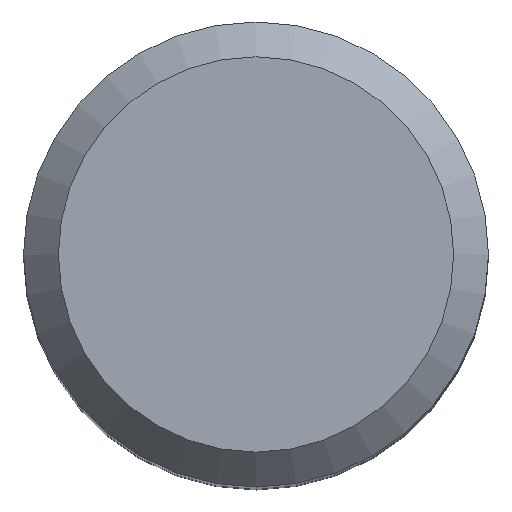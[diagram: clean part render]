
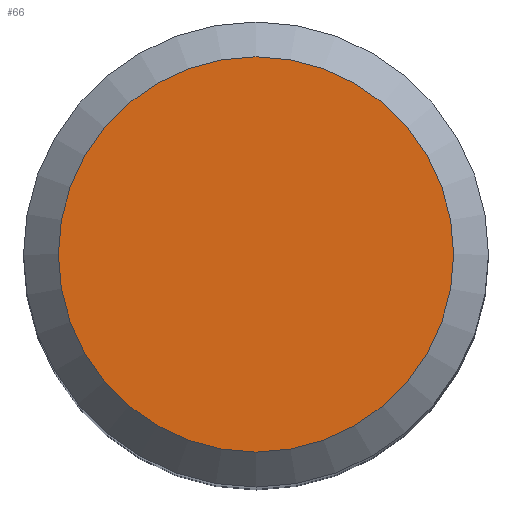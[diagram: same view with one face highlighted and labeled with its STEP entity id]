
A CAD part, top view. The second image highlights one B-rep face of the part: STEP entity #66.
In plain terms, the highlighted planar face has unit normal (0, 0, 1).
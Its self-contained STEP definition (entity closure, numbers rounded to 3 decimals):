
#66=ADVANCED_FACE('',(#82),#76,.T.);
#76=PLANE('',#172);
#82=FACE_OUTER_BOUND('',#88,.T.);
#88=EDGE_LOOP('',(#102));
#102=ORIENTED_EDGE('',*,*,#123,.T.);
#116=VERTEX_POINT('',#238);
#123=EDGE_CURVE('',#116,#116,#130,.T.);
#130=CIRCLE('',#171,8.5);
#171=AXIS2_PLACEMENT_3D('',#237,#198,#199);
#172=AXIS2_PLACEMENT_3D('',#239,#200,#201);
#198=DIRECTION('',(0.,0.,1.));
#199=DIRECTION('',(0.,-1.,0.));
#200=DIRECTION('',(0.,0.,1.));
#201=DIRECTION('',(0.,1.,0.));
#237=CARTESIAN_POINT('',(0.,0.,50.));
#238=CARTESIAN_POINT('',(0.,-8.5,50.));
#239=CARTESIAN_POINT('',(0.,0.,50.));
